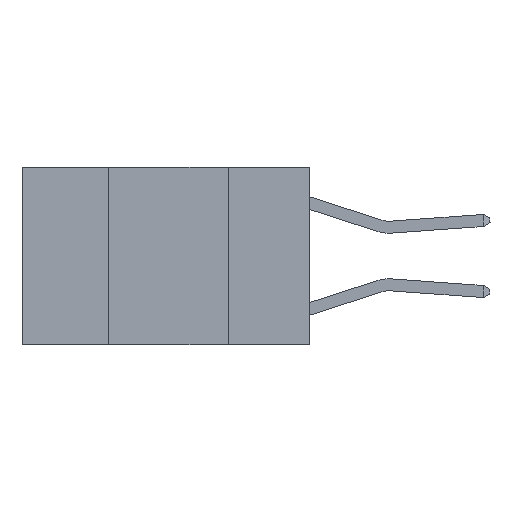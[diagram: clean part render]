
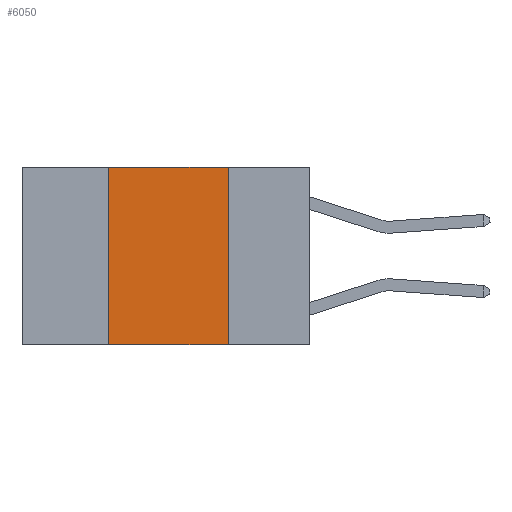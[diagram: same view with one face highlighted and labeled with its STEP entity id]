
A CAD part, left-side view. The second image highlights one B-rep face of the part: STEP entity #6050.
In plain terms, the highlighted planar face has unit normal (-1, 0, 0).
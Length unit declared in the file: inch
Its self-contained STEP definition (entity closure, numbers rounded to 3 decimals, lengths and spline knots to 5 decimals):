
#325 = DIRECTION ( 'NONE',  ( 1., 0., 0. ) ) ;
#401 = VERTEX_POINT ( 'NONE', #8449 ) ;
#519 = DIRECTION ( 'NONE',  ( 0., 0., -1. ) ) ;
#754 = CARTESIAN_POINT ( 'NONE',  ( 0., 0.6, 0. ) ) ;
#850 = VERTEX_POINT ( 'NONE', #1637 ) ;
#1017 = AXIS2_PLACEMENT_3D ( 'NONE', #4966, #325, #3093 ) ;
#1388 = CARTESIAN_POINT ( 'NONE',  ( 0., 0.6, -0.37 ) ) ;
#1615 = EDGE_CURVE ( 'NONE', #7924, #401, #7630, .T. ) ;
#1637 = CARTESIAN_POINT ( 'NONE',  ( 0., 0.42, -0.37 ) ) ;
#1647 = PLANE ( 'NONE',  #1017 ) ;
#1866 = EDGE_CURVE ( 'NONE', #401, #3067, #3952, .T. ) ;
#2541 = ORIENTED_EDGE ( 'NONE', *, *, #1866, .F. ) ;
#2618 = DIRECTION ( 'NONE',  ( 0., -1., 0. ) ) ;
#3067 = VERTEX_POINT ( 'NONE', #5205 ) ;
#3093 = DIRECTION ( 'NONE',  ( 0., 0., -1. ) ) ;
#3239 = VECTOR ( 'NONE', #6318, 39.37008 ) ;
#3315 = CARTESIAN_POINT ( 'NONE',  ( 0., 0.42, 0. ) ) ;
#3499 = VECTOR ( 'NONE', #8754, 39.37008 ) ;
#3844 = CARTESIAN_POINT ( 'NONE',  ( 0., 0.42, 0. ) ) ;
#3900 = ORIENTED_EDGE ( 'NONE', *, *, #1615, .F. ) ;
#3952 = LINE ( 'NONE', #5420, #5747 ) ;
#4040 = LINE ( 'NONE', #1388, #7646 ) ;
#4452 = ORIENTED_EDGE ( 'NONE', *, *, #7547, .T. ) ;
#4966 = CARTESIAN_POINT ( 'NONE',  ( 0., 0.6, 0. ) ) ;
#5205 = CARTESIAN_POINT ( 'NONE',  ( 0., 0.17, -0.37 ) ) ;
#5420 = CARTESIAN_POINT ( 'NONE',  ( 0., 0.17, 0. ) ) ;
#5747 = VECTOR ( 'NONE', #519, 39.37008 ) ;
#6050 = ADVANCED_FACE ( 'NONE', ( #7806 ), #1647, .F. ) ;
#6318 = DIRECTION ( 'NONE',  ( 0., -1., 0. ) ) ;
#6517 = EDGE_CURVE ( 'NONE', #850, #7924, #8028, .T. ) ;
#7547 = EDGE_CURVE ( 'NONE', #850, #3067, #4040, .T. ) ;
#7550 = EDGE_LOOP ( 'NONE', ( #2541, #3900, #8771, #4452 ) ) ;
#7630 = LINE ( 'NONE', #754, #3239 ) ;
#7646 = VECTOR ( 'NONE', #2618, 39.37008 ) ;
#7806 = FACE_OUTER_BOUND ( 'NONE', #7550, .T. ) ;
#7924 = VERTEX_POINT ( 'NONE', #3315 ) ;
#8028 = LINE ( 'NONE', #3844, #3499 ) ;
#8449 = CARTESIAN_POINT ( 'NONE',  ( 0., 0.17, 0. ) ) ;
#8754 = DIRECTION ( 'NONE',  ( 0., 0., 1. ) ) ;
#8771 = ORIENTED_EDGE ( 'NONE', *, *, #6517, .F. ) ;
